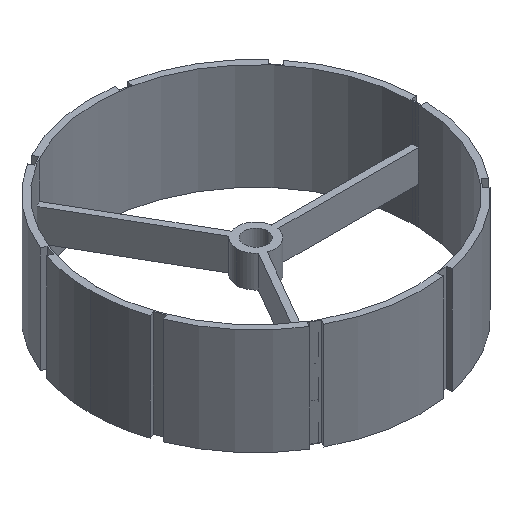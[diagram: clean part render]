
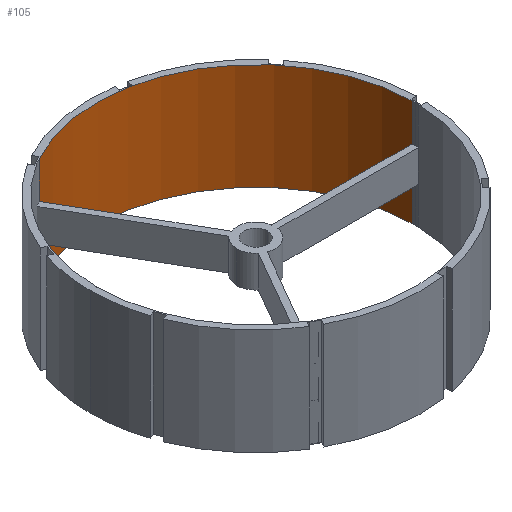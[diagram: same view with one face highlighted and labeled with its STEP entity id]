
A CAD part, isometric view. The second image highlights one B-rep face of the part: STEP entity #105.
In plain terms, the highlighted cylindrical face has radius 75 mm (diameter 150 mm), a partial arc.
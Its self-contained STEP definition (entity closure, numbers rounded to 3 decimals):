
#42=CYLINDRICAL_SURFACE('',#1445,75.);
#105=ADVANCED_FACE('',(#170),#42,.F.);
#170=FACE_OUTER_BOUND('',#237,.F.);
#237=EDGE_LOOP('',(#556,#557,#558,#559,#560,#561,#562,#563));
#556=ORIENTED_EDGE('',*,*,#810,.F.);
#557=ORIENTED_EDGE('',*,*,#790,.T.);
#558=ORIENTED_EDGE('',*,*,#763,.T.);
#559=ORIENTED_EDGE('',*,*,#800,.F.);
#560=ORIENTED_EDGE('',*,*,#809,.F.);
#561=ORIENTED_EDGE('',*,*,#802,.T.);
#562=ORIENTED_EDGE('',*,*,#753,.F.);
#563=ORIENTED_EDGE('',*,*,#792,.F.);
#696=CIRCLE('',#1358,75.);
#697=CIRCLE('',#1359,75.);
#753=EDGE_CURVE('',#1292,#1277,#930,.T.);
#763=EDGE_CURVE('',#1293,#1278,#940,.T.);
#790=EDGE_CURVE('',#1236,#1293,#966,.T.);
#792=EDGE_CURVE('',#1235,#1292,#967,.T.);
#800=EDGE_CURVE('',#1229,#1278,#972,.T.);
#802=EDGE_CURVE('',#1228,#1277,#973,.T.);
#809=EDGE_CURVE('',#1228,#1229,#696,.T.);
#810=EDGE_CURVE('',#1236,#1235,#697,.T.);
#930=LINE('',#1989,#1063);
#940=LINE('',#1999,#1073);
#966=LINE('',#2026,#1099);
#967=LINE('',#2028,#1100);
#972=LINE('',#2036,#1105);
#973=LINE('',#2038,#1106);
#1063=VECTOR('',#1498,15.);
#1073=VECTOR('',#1508,15.);
#1099=VECTOR('',#1536,17.5);
#1100=VECTOR('',#1539,17.5);
#1105=VECTOR('',#1550,17.5);
#1106=VECTOR('',#1553,17.5);
#1228=VERTEX_POINT('',#1887);
#1229=VERTEX_POINT('',#1888);
#1235=VERTEX_POINT('',#1894);
#1236=VERTEX_POINT('',#1895);
#1277=VERTEX_POINT('',#1936);
#1278=VERTEX_POINT('',#1937);
#1292=VERTEX_POINT('',#1951);
#1293=VERTEX_POINT('',#1952);
#1358=AXIS2_PLACEMENT_3D('',#2045,#1565,#1566);
#1359=AXIS2_PLACEMENT_3D('',#2046,#1567,#1568);
#1445=AXIS2_PLACEMENT_3D('',#2208,#1815,#1816);
#1498=DIRECTION('',(0.,0.,1.));
#1508=DIRECTION('',(0.,0.,1.));
#1536=DIRECTION('',(0.,0.,1.));
#1539=DIRECTION('',(0.,0.,1.));
#1550=DIRECTION('',(0.,0.,-1.));
#1553=DIRECTION('',(0.,0.,-1.));
#1565=DIRECTION('',(0.,0.,1.));
#1566=DIRECTION('',(1.,0.02,0.));
#1567=DIRECTION('',(0.,0.,-1.));
#1568=DIRECTION('',(-0.483,0.876,0.));
#1815=DIRECTION('',(0.,0.,1.));
#1816=DIRECTION('',(1.,0.,0.));
#1887=CARTESIAN_POINT('',(74.985,1.5,50.));
#1888=CARTESIAN_POINT('',(-36.193,65.689,50.));
#1894=CARTESIAN_POINT('',(74.985,1.5,0.));
#1895=CARTESIAN_POINT('',(-36.193,65.689,0.));
#1936=CARTESIAN_POINT('',(74.985,1.5,32.5));
#1937=CARTESIAN_POINT('',(-36.193,65.689,32.5));
#1951=CARTESIAN_POINT('',(74.985,1.5,17.5));
#1952=CARTESIAN_POINT('',(-36.193,65.689,17.5));
#1989=CARTESIAN_POINT('',(74.985,1.5,17.5));
#1999=CARTESIAN_POINT('',(-36.193,65.689,17.5));
#2026=CARTESIAN_POINT('',(-36.193,65.689,0.));
#2028=CARTESIAN_POINT('',(74.985,1.5,0.));
#2036=CARTESIAN_POINT('',(-36.193,65.689,50.));
#2038=CARTESIAN_POINT('',(74.985,1.5,50.));
#2045=CARTESIAN_POINT('',(0.,0.,50.));
#2046=CARTESIAN_POINT('',(0.,0.,0.));
#2208=CARTESIAN_POINT('',(0.,0.,0.));
